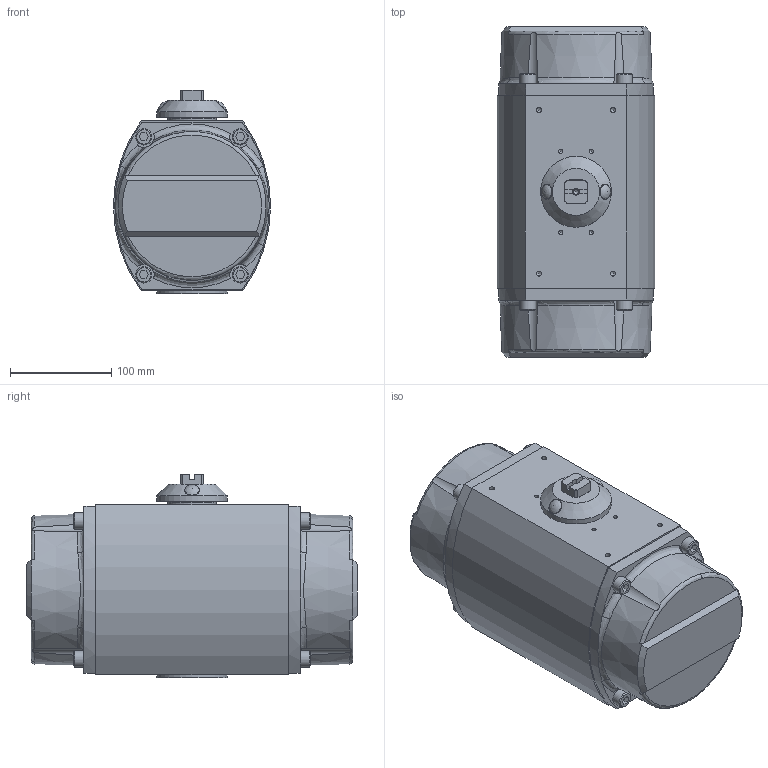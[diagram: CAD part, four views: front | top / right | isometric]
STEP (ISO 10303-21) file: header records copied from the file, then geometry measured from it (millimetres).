
FILE_DESCRIPTION((''),'2;1');
FILE_NAME('GA-30-40R-EU-A-1.stp','2011-05-16T13:04:55',('jaday'),(''),'Autodesk Inventor 2009','Autodesk Inventor 2009','');
FILE_SCHEMA(('AUTOMOTIVE_DESIGN { 1 0 10303 214 1 1 1 1 }'));
Length unit declared in the file: millimetre
Products named in the file (12): GA-30-40R-EU-A-1; GA-BR8430-10480-A-1; GA-B08430-12250-A-1; GA-B08430-12150-A-1; GA-BR8430-18480-A-1; GA-B08430-22100-A-1; GA-M34-0-000-A0A-A-1; GA-B08430-28300-A-1; GA-B08430-52100-A-1; B08430-31100-A-1; GA-B08430-34050-A-1; GA-B08400-34051-W-A-1
Assembly tree (19 placements, depth 2):
  GA-30-40R-EU-A-1
    GA-BR8430-10480-A-1
    GA-B08430-12250-A-1
    GA-B08430-12150-A-1
    GA-BR8430-18480-A-1
    GA-B08430-22100-A-1
    GA-M34-0-000-A0A-A-1
    GA-B08430-28300-A-1
    GA-B08430-52100-A-1
    B08430-31100-A-1  x8
    GA-B08430-34050-A-1
    GA-B08400-34051-W-A-1  x2
Bounding box: 155 x 325.97 x 200.72 mm (x, y, z)
Volume: 4164301.2 mm3; surface area: 456681.4 mm2
Topology: 19 solids, 19 shells, 451 faces, 1096 edges, 710 vertices
Faces by surface type: plane 212, cylinder 104, cone 63, bspline 62, torus 8, sphere 2
Full cylindrical faces by diameter (mm): 4.917 x4, 6.5 x1, 8.376 x8, 10 x8, 10.7 x1, 11.05 x8, 14.15 x2, 16 x8, 23.1 x1, 32.175 x1, 32.3 x1, 33.245 x2, 33.365 x1, 33.55 x2, 38.8 x1, 44.1 x1, 46.849 x1, 48.1 x2, 50.595 x1, 50.775 x1, 55.56 x1, 58.75 x1, 65.75 x1, 67.65 x1, 67.925 x1, 68.06 x1, 69.75 x1, 69.955 x1, 137.9 x1
Entity records: 12997 total; most frequent: CARTESIAN_POINT 5221, DIRECTION 1520, ORIENTED_EDGE 1418, EDGE_CURVE 709, AXIS2_PLACEMENT_3D 623, VERTEX_POINT 515, EDGE_LOOP 514, FACE_OUTER_BOUND 347
